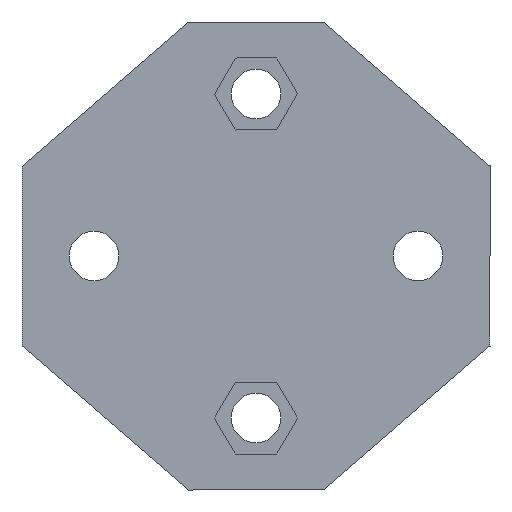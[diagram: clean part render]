
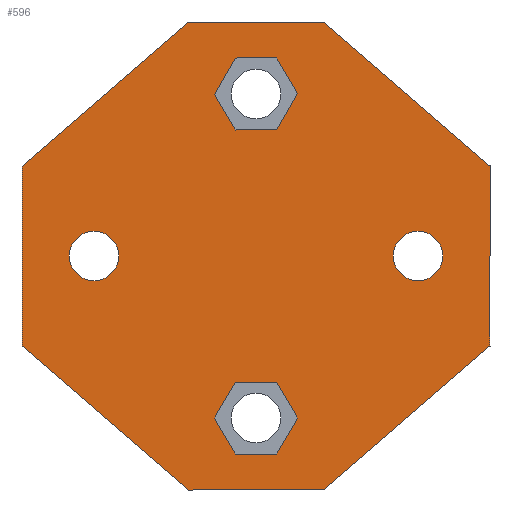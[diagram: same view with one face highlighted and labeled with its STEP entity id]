
A CAD part, left-side view. The second image highlights one B-rep face of the part: STEP entity #596.
In plain terms, the highlighted planar face has unit normal (-1, 0, 0).
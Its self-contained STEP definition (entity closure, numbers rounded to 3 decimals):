
#25=FACE_BOUND('',#97,.T.);
#26=FACE_BOUND('',#98,.T.);
#27=FACE_BOUND('',#99,.T.);
#28=FACE_BOUND('',#100,.T.);
#35=CIRCLE('',#649,2.75);
#36=CIRCLE('',#650,2.75);
#58=FACE_OUTER_BOUND('',#96,.T.);
#96=EDGE_LOOP('',(#481,#482,#483,#484,#485,#486,#487,#488));
#97=EDGE_LOOP('',(#489,#490,#491,#492,#493,#494));
#98=EDGE_LOOP('',(#495,#496,#497,#498,#499,#500));
#99=EDGE_LOOP('',(#501));
#100=EDGE_LOOP('',(#502));
#119=LINE('',#837,#191);
#123=LINE('',#845,#195);
#126=LINE('',#851,#198);
#129=LINE('',#857,#201);
#132=LINE('',#863,#204);
#135=LINE('',#868,#207);
#137=LINE('',#876,#209);
#141=LINE('',#884,#213);
#144=LINE('',#890,#216);
#147=LINE('',#896,#219);
#150=LINE('',#902,#222);
#153=LINE('',#907,#225);
#165=LINE('',#942,#237);
#166=LINE('',#944,#238);
#167=LINE('',#946,#239);
#168=LINE('',#948,#240);
#169=LINE('',#950,#241);
#170=LINE('',#952,#242);
#171=LINE('',#954,#243);
#172=LINE('',#955,#244);
#191=VECTOR('',#677,10.);
#195=VECTOR('',#683,10.);
#198=VECTOR('',#688,10.);
#201=VECTOR('',#693,10.);
#204=VECTOR('',#698,10.);
#207=VECTOR('',#703,10.);
#209=VECTOR('',#711,10.);
#213=VECTOR('',#717,10.);
#216=VECTOR('',#722,10.);
#219=VECTOR('',#727,10.);
#222=VECTOR('',#732,10.);
#225=VECTOR('',#737,10.);
#237=VECTOR('',#773,10.);
#238=VECTOR('',#774,10.);
#239=VECTOR('',#775,10.);
#240=VECTOR('',#776,10.);
#241=VECTOR('',#777,10.);
#242=VECTOR('',#778,10.);
#243=VECTOR('',#779,10.);
#244=VECTOR('',#780,10.);
#263=VERTEX_POINT('',#835);
#264=VERTEX_POINT('',#836);
#267=VERTEX_POINT('',#844);
#269=VERTEX_POINT('',#850);
#271=VERTEX_POINT('',#856);
#273=VERTEX_POINT('',#862);
#276=VERTEX_POINT('',#874);
#277=VERTEX_POINT('',#875);
#280=VERTEX_POINT('',#883);
#282=VERTEX_POINT('',#889);
#284=VERTEX_POINT('',#895);
#286=VERTEX_POINT('',#901);
#297=VERTEX_POINT('',#940);
#298=VERTEX_POINT('',#941);
#299=VERTEX_POINT('',#943);
#300=VERTEX_POINT('',#945);
#301=VERTEX_POINT('',#947);
#302=VERTEX_POINT('',#949);
#303=VERTEX_POINT('',#951);
#304=VERTEX_POINT('',#953);
#305=VERTEX_POINT('',#956);
#306=VERTEX_POINT('',#958);
#315=EDGE_CURVE('',#263,#264,#119,.T.);
#319=EDGE_CURVE('',#267,#263,#123,.T.);
#322=EDGE_CURVE('',#269,#267,#126,.T.);
#325=EDGE_CURVE('',#271,#269,#129,.T.);
#328=EDGE_CURVE('',#273,#271,#132,.T.);
#331=EDGE_CURVE('',#264,#273,#135,.T.);
#334=EDGE_CURVE('',#276,#277,#137,.T.);
#338=EDGE_CURVE('',#280,#276,#141,.T.);
#341=EDGE_CURVE('',#282,#280,#144,.T.);
#344=EDGE_CURVE('',#284,#282,#147,.T.);
#347=EDGE_CURVE('',#286,#284,#150,.T.);
#350=EDGE_CURVE('',#277,#286,#153,.T.);
#367=EDGE_CURVE('',#297,#298,#165,.T.);
#368=EDGE_CURVE('',#298,#299,#166,.T.);
#369=EDGE_CURVE('',#299,#300,#167,.T.);
#370=EDGE_CURVE('',#300,#301,#168,.T.);
#371=EDGE_CURVE('',#301,#302,#169,.T.);
#372=EDGE_CURVE('',#302,#303,#170,.T.);
#373=EDGE_CURVE('',#303,#304,#171,.T.);
#374=EDGE_CURVE('',#304,#297,#172,.T.);
#375=EDGE_CURVE('',#305,#305,#35,.T.);
#376=EDGE_CURVE('',#306,#306,#36,.T.);
#481=ORIENTED_EDGE('',*,*,#367,.T.);
#482=ORIENTED_EDGE('',*,*,#368,.T.);
#483=ORIENTED_EDGE('',*,*,#369,.T.);
#484=ORIENTED_EDGE('',*,*,#370,.T.);
#485=ORIENTED_EDGE('',*,*,#371,.T.);
#486=ORIENTED_EDGE('',*,*,#372,.T.);
#487=ORIENTED_EDGE('',*,*,#373,.T.);
#488=ORIENTED_EDGE('',*,*,#374,.T.);
#489=ORIENTED_EDGE('',*,*,#315,.T.);
#490=ORIENTED_EDGE('',*,*,#331,.T.);
#491=ORIENTED_EDGE('',*,*,#328,.T.);
#492=ORIENTED_EDGE('',*,*,#325,.T.);
#493=ORIENTED_EDGE('',*,*,#322,.T.);
#494=ORIENTED_EDGE('',*,*,#319,.T.);
#495=ORIENTED_EDGE('',*,*,#334,.T.);
#496=ORIENTED_EDGE('',*,*,#350,.T.);
#497=ORIENTED_EDGE('',*,*,#347,.T.);
#498=ORIENTED_EDGE('',*,*,#344,.T.);
#499=ORIENTED_EDGE('',*,*,#341,.T.);
#500=ORIENTED_EDGE('',*,*,#338,.T.);
#501=ORIENTED_EDGE('',*,*,#375,.F.);
#502=ORIENTED_EDGE('',*,*,#376,.F.);
#566=PLANE('',#648);
#596=ADVANCED_FACE('',(#58,#25,#26,#27,#28),#566,.F.);
#648=AXIS2_PLACEMENT_3D('',#939,#771,#772);
#649=AXIS2_PLACEMENT_3D('',#957,#781,#782);
#650=AXIS2_PLACEMENT_3D('',#959,#783,#784);
#677=DIRECTION('',(0.,-0.5,0.866));
#683=DIRECTION('',(0.,0.5,0.866));
#688=DIRECTION('',(0.,1.,0.));
#693=DIRECTION('',(0.,0.5,-0.866));
#698=DIRECTION('',(0.,-0.5,-0.866));
#703=DIRECTION('',(0.,-1.,0.));
#711=DIRECTION('',(0.,-0.5,0.866));
#717=DIRECTION('',(0.,0.5,0.866));
#722=DIRECTION('',(0.,1.,0.));
#727=DIRECTION('',(0.,0.5,-0.866));
#732=DIRECTION('',(0.,-0.5,-0.866));
#737=DIRECTION('',(0.,-1.,0.));
#771=DIRECTION('center_axis',(1.,0.,0.));
#772=DIRECTION('ref_axis',(0.,-1.,0.));
#773=DIRECTION('',(0.,0.,-1.));
#774=DIRECTION('',(0.,-0.756,-0.654));
#775=DIRECTION('',(0.,-1.,0.));
#776=DIRECTION('',(0.,-0.756,0.654));
#777=DIRECTION('',(0.,0.,1.));
#778=DIRECTION('',(0.,0.756,0.654));
#779=DIRECTION('',(0.,1.,0.));
#780=DIRECTION('',(0.,0.756,-0.654));
#781=DIRECTION('center_axis',(-1.,0.,0.));
#782=DIRECTION('ref_axis',(0.,-1.,0.));
#783=DIRECTION('center_axis',(-1.,0.,0.));
#784=DIRECTION('ref_axis',(0.,-1.,0.));
#835=CARTESIAN_POINT('',(0.,30.619,28.));
#836=CARTESIAN_POINT('',(0.,28.309,32.));
#837=CARTESIAN_POINT('',(0.,33.939,22.25));
#844=CARTESIAN_POINT('',(0.,28.309,24.));
#845=CARTESIAN_POINT('',(0.,24.99,18.25));
#850=CARTESIAN_POINT('',(0.,23.691,24.));
#851=CARTESIAN_POINT('',(0.,24.845,24.));
#856=CARTESIAN_POINT('',(0.,21.381,28.));
#857=CARTESIAN_POINT('',(0.,25.856,20.25));
#862=CARTESIAN_POINT('',(0.,23.691,32.));
#863=CARTESIAN_POINT('',(0.,19.216,24.25));
#868=CARTESIAN_POINT('',(0.,27.155,32.));
#874=CARTESIAN_POINT('',(0.,30.619,-8.));
#875=CARTESIAN_POINT('',(0.,28.309,-4.));
#876=CARTESIAN_POINT('',(0.,26.144,-0.25));
#883=CARTESIAN_POINT('',(0.,28.309,-12.));
#884=CARTESIAN_POINT('',(0.,32.784,-4.25));
#889=CARTESIAN_POINT('',(0.,23.691,-12.));
#890=CARTESIAN_POINT('',(0.,24.845,-12.));
#895=CARTESIAN_POINT('',(0.,21.381,-8.));
#896=CARTESIAN_POINT('',(0.,18.061,-2.25));
#901=CARTESIAN_POINT('',(0.,23.691,-4.));
#902=CARTESIAN_POINT('',(0.,27.01,1.75));
#907=CARTESIAN_POINT('',(0.,27.155,-4.));
#939=CARTESIAN_POINT('Origin',(0.,26.,10.));
#940=CARTESIAN_POINT('',(0.,52.,20.));
#941=CARTESIAN_POINT('',(0.,52.,0.));
#942=CARTESIAN_POINT('',(0.,52.,20.));
#943=CARTESIAN_POINT('',(0.,33.5,-16.));
#944=CARTESIAN_POINT('',(0.,52.,0.));
#945=CARTESIAN_POINT('',(0.,18.5,-16.));
#946=CARTESIAN_POINT('',(0.,33.5,-16.));
#947=CARTESIAN_POINT('',(0.,0.,0.));
#948=CARTESIAN_POINT('',(0.,18.5,-16.));
#949=CARTESIAN_POINT('',(0.,0.,20.));
#950=CARTESIAN_POINT('',(0.,0.,0.));
#951=CARTESIAN_POINT('',(0.,18.5,36.));
#952=CARTESIAN_POINT('',(0.,0.,20.));
#953=CARTESIAN_POINT('',(0.,33.5,36.));
#954=CARTESIAN_POINT('',(0.,18.5,36.));
#955=CARTESIAN_POINT('',(0.,33.5,36.));
#956=CARTESIAN_POINT('',(0.,46.75,10.));
#957=CARTESIAN_POINT('Origin',(0.,44.,10.));
#958=CARTESIAN_POINT('',(0.,10.75,10.));
#959=CARTESIAN_POINT('Origin',(0.,8.,10.));
